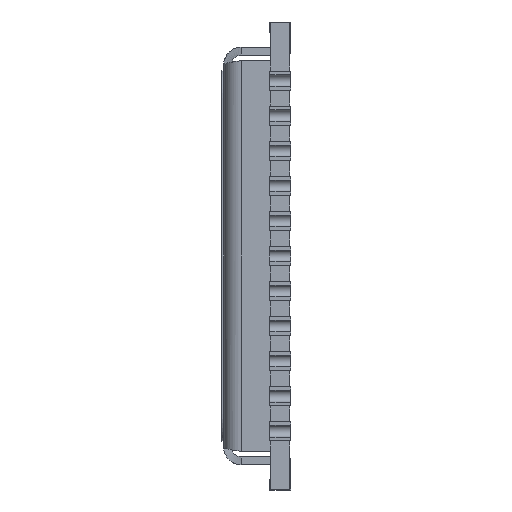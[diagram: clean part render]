
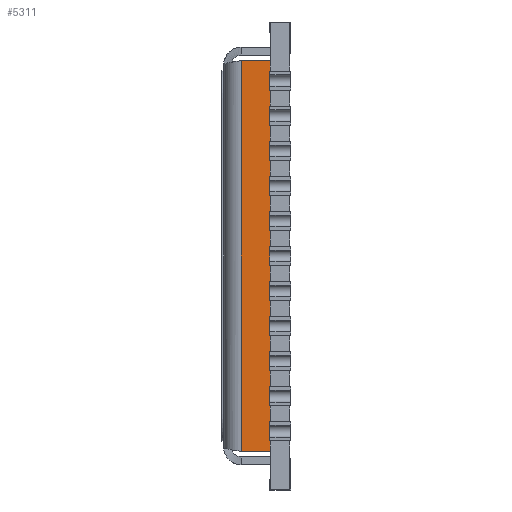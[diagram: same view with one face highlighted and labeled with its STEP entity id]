
A CAD part, left-side view. The second image highlights one B-rep face of the part: STEP entity #5311.
In plain terms, the highlighted planar face has unit normal (-1, 0, 0).
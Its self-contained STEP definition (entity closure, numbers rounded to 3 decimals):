
#770 = CARTESIAN_POINT ( 'NONE',  ( -5.36, 1.268, 5.019 ) ) ;
#1713 = EDGE_CURVE ( 'NONE', #18880, #2954, #17639, .T. ) ;
#2954 = VERTEX_POINT ( 'NONE', #29493 ) ;
#3118 = LINE ( 'NONE', #13678, #32482 ) ;
#4707 = VECTOR ( 'NONE', #8504, 1000. ) ;
#5311 = ADVANCED_FACE ( 'NONE', ( #29487 ), #6873, .F. ) ;
#6408 = ORIENTED_EDGE ( 'NONE', *, *, #32143, .F. ) ;
#6873 = PLANE ( 'NONE',  #32199 ) ;
#7364 = CARTESIAN_POINT ( 'NONE',  ( -5.36, 0., 0. ) ) ;
#8504 = DIRECTION ( 'NONE',  ( 0., 0., 1. ) ) ;
#8668 = CARTESIAN_POINT ( 'NONE',  ( -5.36, 1.268, 5.36 ) ) ;
#10042 = VERTEX_POINT ( 'NONE', #32735 ) ;
#10086 = CARTESIAN_POINT ( 'NONE',  ( -5.36, 0., -5.019 ) ) ;
#13359 = DIRECTION ( 'NONE',  ( 0., 0., -1. ) ) ;
#13678 = CARTESIAN_POINT ( 'NONE',  ( -5.36, 0.518, 5.36 ) ) ;
#15021 = LINE ( 'NONE', #25549, #31375 ) ;
#16194 = LINE ( 'NONE', #8668, #4707 ) ;
#17222 = EDGE_CURVE ( 'NONE', #18880, #32590, #16194, .T. ) ;
#17639 = LINE ( 'NONE', #10086, #27312 ) ;
#18880 = VERTEX_POINT ( 'NONE', #21751 ) ;
#20298 = DIRECTION ( 'NONE',  ( 0., -1., 0. ) ) ;
#20488 = ORIENTED_EDGE ( 'NONE', *, *, #31313, .F. ) ;
#21751 = CARTESIAN_POINT ( 'NONE',  ( -5.36, 1.268, -5.019 ) ) ;
#25114 = DIRECTION ( 'NONE',  ( 1., 0., 0. ) ) ;
#25339 = EDGE_LOOP ( 'NONE', ( #30808, #31817, #6408, #20488 ) ) ;
#25549 = CARTESIAN_POINT ( 'NONE',  ( -5.36, 1.518, 5.019 ) ) ;
#27312 = VECTOR ( 'NONE', #20298, 1000. ) ;
#28073 = DIRECTION ( 'NONE',  ( 0., -1., 0. ) ) ;
#29487 = FACE_OUTER_BOUND ( 'NONE', #25339, .T. ) ;
#29493 = CARTESIAN_POINT ( 'NONE',  ( -5.36, 0.518, -5.019 ) ) ;
#30808 = ORIENTED_EDGE ( 'NONE', *, *, #17222, .F. ) ;
#31313 = EDGE_CURVE ( 'NONE', #32590, #10042, #15021, .T. ) ;
#31375 = VECTOR ( 'NONE', #28073, 1000. ) ;
#31817 = ORIENTED_EDGE ( 'NONE', *, *, #1713, .T. ) ;
#32143 = EDGE_CURVE ( 'NONE', #10042, #2954, #3118, .T. ) ;
#32199 = AXIS2_PLACEMENT_3D ( 'NONE', #7364, #25114, #32963 ) ;
#32482 = VECTOR ( 'NONE', #13359, 1000. ) ;
#32590 = VERTEX_POINT ( 'NONE', #770 ) ;
#32735 = CARTESIAN_POINT ( 'NONE',  ( -5.36, 0.518, 5.019 ) ) ;
#32963 = DIRECTION ( 'NONE',  ( 0., -1., 0. ) ) ;
